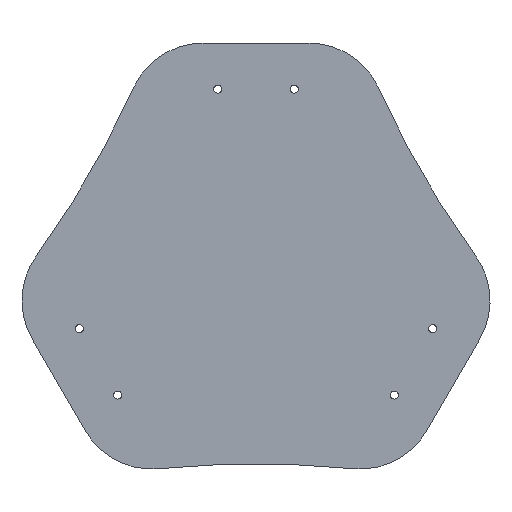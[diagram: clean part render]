
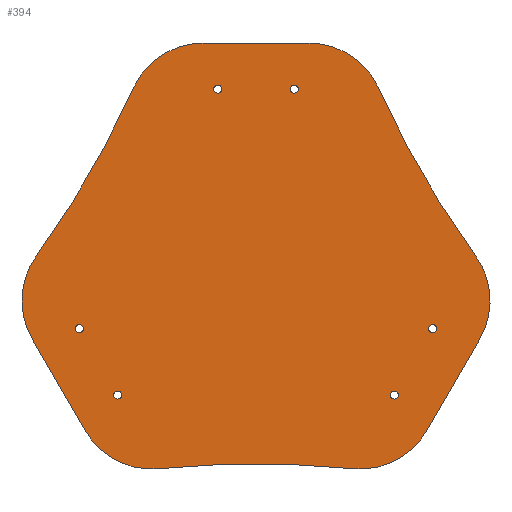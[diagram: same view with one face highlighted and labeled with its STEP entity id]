
A CAD part, top view. The second image highlights one B-rep face of the part: STEP entity #394.
In plain terms, the highlighted planar face has unit normal (0, 0, 1).
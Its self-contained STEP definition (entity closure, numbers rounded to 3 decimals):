
#21=FACE_BOUND('',#78,.T.);
#22=FACE_BOUND('',#79,.T.);
#23=FACE_BOUND('',#80,.T.);
#24=FACE_BOUND('',#81,.T.);
#25=FACE_BOUND('',#82,.T.);
#26=FACE_BOUND('',#83,.T.);
#31=PLANE('',#458);
#51=FACE_OUTER_BOUND('',#77,.T.);
#77=EDGE_LOOP('',(#342,#343,#344,#345,#346,#347,#348,#349,#350,#351,#352,
#353));
#78=EDGE_LOOP('',(#354));
#79=EDGE_LOOP('',(#355));
#80=EDGE_LOOP('',(#356));
#81=EDGE_LOOP('',(#357));
#82=EDGE_LOOP('',(#358));
#83=EDGE_LOOP('',(#359));
#88=LINE('',#600,#112);
#93=LINE('',#641,#117);
#98=LINE('',#655,#122);
#112=VECTOR('',#473,10.);
#117=VECTOR('',#514,10.);
#122=VECTOR('',#529,10.);
#132=CIRCLE('',#410,40.);
#148=CIRCLE('',#429,40.);
#149=CIRCLE('',#432,40.);
#150=CIRCLE('',#434,40.);
#151=CIRCLE('',#437,40.);
#152=CIRCLE('',#439,40.);
#153=CIRCLE('',#441,500.);
#154=CIRCLE('',#443,2.1);
#155=CIRCLE('',#445,2.1);
#156=CIRCLE('',#447,2.1);
#157=CIRCLE('',#449,2.1);
#158=CIRCLE('',#451,2.1);
#159=CIRCLE('',#453,2.1);
#160=CIRCLE('',#455,500.);
#161=CIRCLE('',#457,500.);
#162=VERTEX_POINT('',#587);
#163=VERTEX_POINT('',#588);
#167=VERTEX_POINT('',#598);
#183=VERTEX_POINT('',#634);
#184=VERTEX_POINT('',#636);
#185=VERTEX_POINT('',#640);
#186=VERTEX_POINT('',#644);
#187=VERTEX_POINT('',#648);
#188=VERTEX_POINT('',#650);
#189=VERTEX_POINT('',#654);
#190=VERTEX_POINT('',#658);
#191=VERTEX_POINT('',#662);
#192=VERTEX_POINT('',#668);
#193=VERTEX_POINT('',#672);
#194=VERTEX_POINT('',#676);
#195=VERTEX_POINT('',#680);
#196=VERTEX_POINT('',#684);
#197=VERTEX_POINT('',#688);
#198=EDGE_CURVE('',#162,#163,#132,.T.);
#204=EDGE_CURVE('',#162,#167,#88,.T.);
#222=EDGE_CURVE('',#183,#184,#148,.T.);
#224=EDGE_CURVE('',#185,#184,#93,.T.);
#226=EDGE_CURVE('',#185,#186,#149,.T.);
#229=EDGE_CURVE('',#187,#188,#150,.T.);
#231=EDGE_CURVE('',#189,#188,#98,.T.);
#233=EDGE_CURVE('',#189,#190,#151,.T.);
#236=EDGE_CURVE('',#191,#167,#152,.T.);
#237=EDGE_CURVE('',#163,#183,#153,.T.);
#238=EDGE_CURVE('',#192,#192,#154,.T.);
#240=EDGE_CURVE('',#193,#193,#155,.T.);
#242=EDGE_CURVE('',#194,#194,#156,.T.);
#244=EDGE_CURVE('',#195,#195,#157,.T.);
#246=EDGE_CURVE('',#196,#196,#158,.T.);
#248=EDGE_CURVE('',#197,#197,#159,.T.);
#250=EDGE_CURVE('',#186,#187,#160,.T.);
#251=EDGE_CURVE('',#190,#191,#161,.T.);
#342=ORIENTED_EDGE('',*,*,#198,.F.);
#343=ORIENTED_EDGE('',*,*,#204,.T.);
#344=ORIENTED_EDGE('',*,*,#236,.F.);
#345=ORIENTED_EDGE('',*,*,#251,.F.);
#346=ORIENTED_EDGE('',*,*,#233,.F.);
#347=ORIENTED_EDGE('',*,*,#231,.T.);
#348=ORIENTED_EDGE('',*,*,#229,.F.);
#349=ORIENTED_EDGE('',*,*,#250,.F.);
#350=ORIENTED_EDGE('',*,*,#226,.F.);
#351=ORIENTED_EDGE('',*,*,#224,.T.);
#352=ORIENTED_EDGE('',*,*,#222,.F.);
#353=ORIENTED_EDGE('',*,*,#237,.F.);
#354=ORIENTED_EDGE('',*,*,#238,.T.);
#355=ORIENTED_EDGE('',*,*,#240,.T.);
#356=ORIENTED_EDGE('',*,*,#242,.T.);
#357=ORIENTED_EDGE('',*,*,#244,.T.);
#358=ORIENTED_EDGE('',*,*,#246,.T.);
#359=ORIENTED_EDGE('',*,*,#248,.T.);
#394=ADVANCED_FACE('',(#51,#21,#22,#23,#24,#25,#26),#31,.T.);
#410=AXIS2_PLACEMENT_3D('',#589,#463,#464);
#429=AXIS2_PLACEMENT_3D('',#637,#509,#510);
#432=AXIS2_PLACEMENT_3D('',#645,#518,#519);
#434=AXIS2_PLACEMENT_3D('',#651,#524,#525);
#437=AXIS2_PLACEMENT_3D('',#659,#533,#534);
#439=AXIS2_PLACEMENT_3D('',#664,#539,#540);
#441=AXIS2_PLACEMENT_3D('',#666,#543,#544);
#443=AXIS2_PLACEMENT_3D('',#669,#547,#548);
#445=AXIS2_PLACEMENT_3D('',#673,#552,#553);
#447=AXIS2_PLACEMENT_3D('',#677,#557,#558);
#449=AXIS2_PLACEMENT_3D('',#681,#562,#563);
#451=AXIS2_PLACEMENT_3D('',#685,#567,#568);
#453=AXIS2_PLACEMENT_3D('',#689,#572,#573);
#455=AXIS2_PLACEMENT_3D('',#692,#577,#578);
#457=AXIS2_PLACEMENT_3D('',#694,#581,#582);
#458=AXIS2_PLACEMENT_3D('',#695,#583,#584);
#463=DIRECTION('center_axis',(0.,0.,-1.));
#464=DIRECTION('ref_axis',(-0.999,0.051,0.));
#473=DIRECTION('',(0.5,-0.866,0.));
#509=DIRECTION('center_axis',(0.,0.,-1.));
#510=DIRECTION('ref_axis',(-0.543,0.84,0.));
#514=DIRECTION('',(-1.,0.,0.));
#518=DIRECTION('center_axis',(0.,0.,-1.));
#519=DIRECTION('ref_axis',(0.543,0.84,0.));
#524=DIRECTION('center_axis',(0.,0.,-1.));
#525=DIRECTION('ref_axis',(0.999,0.051,0.));
#529=DIRECTION('',(0.5,0.866,0.));
#533=DIRECTION('center_axis',(0.,0.,-1.));
#534=DIRECTION('ref_axis',(0.456,-0.89,0.));
#539=DIRECTION('center_axis',(0.,0.,-1.));
#540=DIRECTION('ref_axis',(-0.456,-0.89,0.));
#543=DIRECTION('center_axis',(0.,0.,1.));
#544=DIRECTION('ref_axis',(-0.991,0.135,0.));
#547=DIRECTION('center_axis',(0.,0.,-1.));
#548=DIRECTION('ref_axis',(-1.,0.,0.));
#552=DIRECTION('center_axis',(0.,0.,-1.));
#553=DIRECTION('ref_axis',(-1.,0.,0.));
#557=DIRECTION('center_axis',(0.,0.,-1.));
#558=DIRECTION('ref_axis',(-1.,0.,0.));
#562=DIRECTION('center_axis',(0.,0.,-1.));
#563=DIRECTION('ref_axis',(-1.,0.,0.));
#567=DIRECTION('center_axis',(0.,0.,-1.));
#568=DIRECTION('ref_axis',(-1.,0.,0.));
#572=DIRECTION('center_axis',(0.,0.,-1.));
#573=DIRECTION('ref_axis',(-1.,0.,0.));
#577=DIRECTION('center_axis',(0.,0.,1.));
#578=DIRECTION('ref_axis',(0.613,0.79,0.));
#581=DIRECTION('center_axis',(0.,0.,1.));
#582=DIRECTION('ref_axis',(0.378,-0.926,0.));
#583=DIRECTION('center_axis',(0.,0.,1.));
#584=DIRECTION('ref_axis',(1.,0.,0.));
#587=CARTESIAN_POINT('',(-116.892,-35.537,5.));
#588=CARTESIAN_POINT('',(-114.693,7.862,5.));
#589=CARTESIAN_POINT('Origin',(-82.251,-15.537,5.));
#598=CARTESIAN_POINT('',(-89.222,-83.463,5.));
#600=CARTESIAN_POINT('',(-114.245,-40.122,5.));
#634=CARTESIAN_POINT('',(-64.155,95.396,5.));
#636=CARTESIAN_POINT('',(-27.67,119.,5.));
#637=CARTESIAN_POINT('Origin',(-27.67,79.,5.));
#640=CARTESIAN_POINT('',(27.67,119.,5.));
#641=CARTESIAN_POINT('',(27.133,119.,5.));
#644=CARTESIAN_POINT('',(64.155,95.396,5.));
#645=CARTESIAN_POINT('Origin',(27.67,79.,5.));
#648=CARTESIAN_POINT('',(114.693,7.862,5.));
#650=CARTESIAN_POINT('',(116.892,-35.537,5.));
#651=CARTESIAN_POINT('Origin',(82.251,-15.537,5.));
#654=CARTESIAN_POINT('',(89.222,-83.463,5.));
#655=CARTESIAN_POINT('',(114.245,-40.122,5.));
#658=CARTESIAN_POINT('',(50.538,-103.258,5.));
#659=CARTESIAN_POINT('Origin',(54.581,-63.463,5.));
#662=CARTESIAN_POINT('',(-50.538,-103.258,5.));
#664=CARTESIAN_POINT('Origin',(-54.581,-63.463,5.));
#666=CARTESIAN_POINT('Origin',(-520.219,300.349,5.));
#668=CARTESIAN_POINT('',(-90.172,-30.179,5.));
#669=CARTESIAN_POINT('Origin',(-92.272,-30.179,5.));
#672=CARTESIAN_POINT('',(74.372,-64.821,5.));
#673=CARTESIAN_POINT('Origin',(72.272,-64.821,5.));
#676=CARTESIAN_POINT('',(-17.9,95.,5.));
#677=CARTESIAN_POINT('Origin',(-20.,95.,5.));
#680=CARTESIAN_POINT('',(-70.172,-64.821,5.));
#681=CARTESIAN_POINT('Origin',(-72.272,-64.821,5.));
#684=CARTESIAN_POINT('',(94.372,-30.179,5.));
#685=CARTESIAN_POINT('Origin',(92.272,-30.179,5.));
#688=CARTESIAN_POINT('',(22.1,95.,5.));
#689=CARTESIAN_POINT('Origin',(20.,95.,5.));
#692=CARTESIAN_POINT('Origin',(520.219,300.349,5.));
#694=CARTESIAN_POINT('Origin',(0.,-600.698,5.));
#695=CARTESIAN_POINT('Origin',(0.,51.675,5.));
